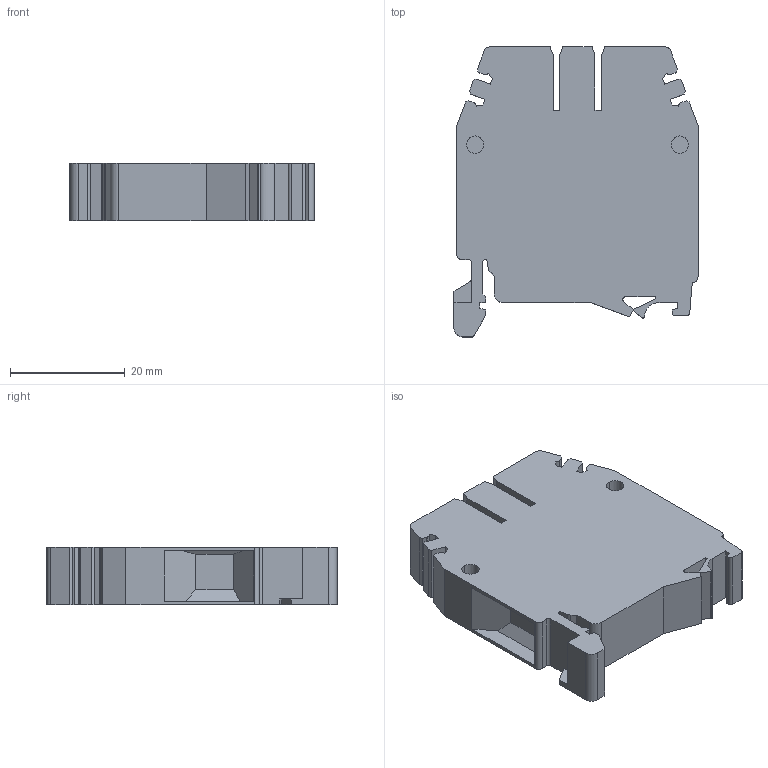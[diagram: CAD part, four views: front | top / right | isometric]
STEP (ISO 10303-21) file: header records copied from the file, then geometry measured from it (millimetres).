
FILE_DESCRIPTION(('OneSpaceDesigner STEP Export'),'2;1');
FILE_NAME('CBC.10.stp','2008-06-11T 9:35:31',(''),(''),'OneSpace Designer STEP processor for AP214 (Solid Model)','OneSpace Modeling 15.50 10-Aug-2007 (C) CoCreate Software GmbH','');
FILE_SCHEMA(('AUTOMOTIVE_DESIGN { 1 0 10303 214 1 1 1 1 }'));
Length unit declared in the file: millimetre
Products named in the file (1): CBC.10
Bounding box: 42.5 x 50.5 x 10 mm (x, y, z)
Volume: 16051.6 mm3; surface area: 7176 mm2
Topology: 1 solids, 1 shells, 131 faces, 370 edges, 247 vertices
Faces by surface type: plane 102, cylinder 29
Entity records: 4108 total; most frequent: ORIENTED_EDGE 740, CARTESIAN_POINT 722, DIRECTION 645, EDGE_CURVE 370, VECTOR 305, LINE 305, VERTEX_POINT 247, AXIS2_PLACEMENT_3D 170
